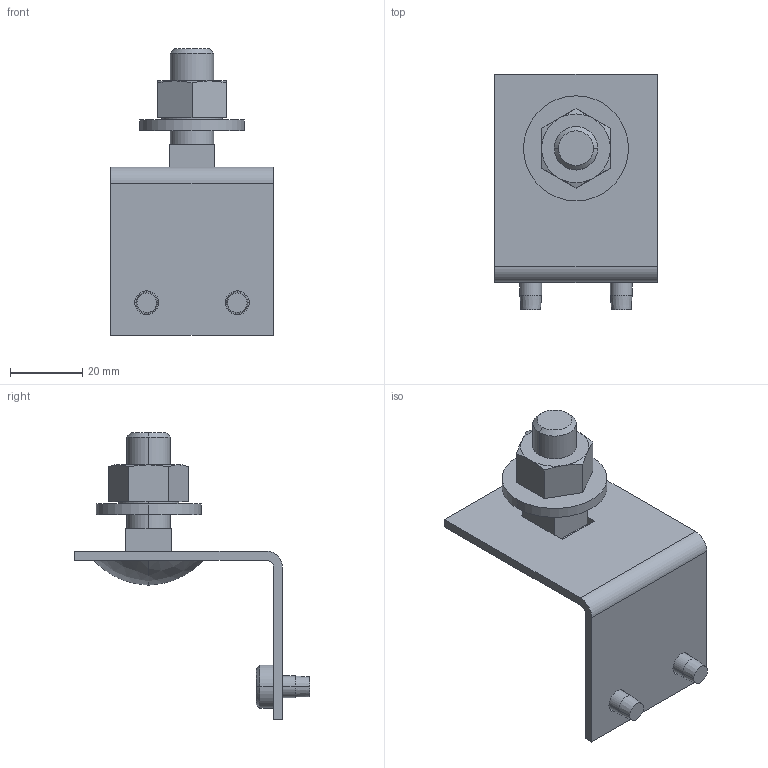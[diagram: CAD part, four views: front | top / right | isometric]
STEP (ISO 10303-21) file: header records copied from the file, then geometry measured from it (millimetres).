
FILE_DESCRIPTION(('STEP AP214'),'1');
FILE_NAME('cctmp_63002B10-5B9D-4215-86B2-7D7456D3BD75_2024_05_06_11_53_28_0601..stp','2024-05-06T09:53:28',('SIEMENS A&D'),('CADClick - www.CADClick.com'),'Spatial InterOp 3D',' ','unknown authorization');
FILE_SCHEMA(('AUTOMOTIVE_DESIGN'));
Length unit declared in the file: millimetre
Products named in the file (7): cc_unnamed; 2024_05_06_11_53_28_0586; 2024_05_06_11_53_28_0554; 2024_05_06_11_53_28_0523; 2024_05_06_11_53_28_0492; 2024_05_06_11_53_28_0461; 2024_05_06_11_53_28_0398
Assembly tree (6 placements, depth 2):
  cc_unnamed
    2024_05_06_11_53_28_0586
    2024_05_06_11_53_28_0554
    2024_05_06_11_53_28_0523
    2024_05_06_11_53_28_0492
    2024_05_06_11_53_28_0461
    2024_05_06_11_53_28_0398
Bounding box: 45 x 65 x 79.2 mm (x, y, z)
Volume: 23291 mm3; surface area: 16526.5 mm2
Topology: 6 solids, 6 shells, 82 faces, 176 edges, 111 vertices
Faces by surface type: plane 36, cylinder 24, cone 20, sphere 2
Entity records: 3104 total; most frequent: CARTESIAN_POINT 424, DIRECTION 414, ORIENTED_EDGE 352, EDGE_CURVE 176, AXIS2_PLACEMENT_3D 161, VERTEX_POINT 111, EDGE_LOOP 97, LINE 92
